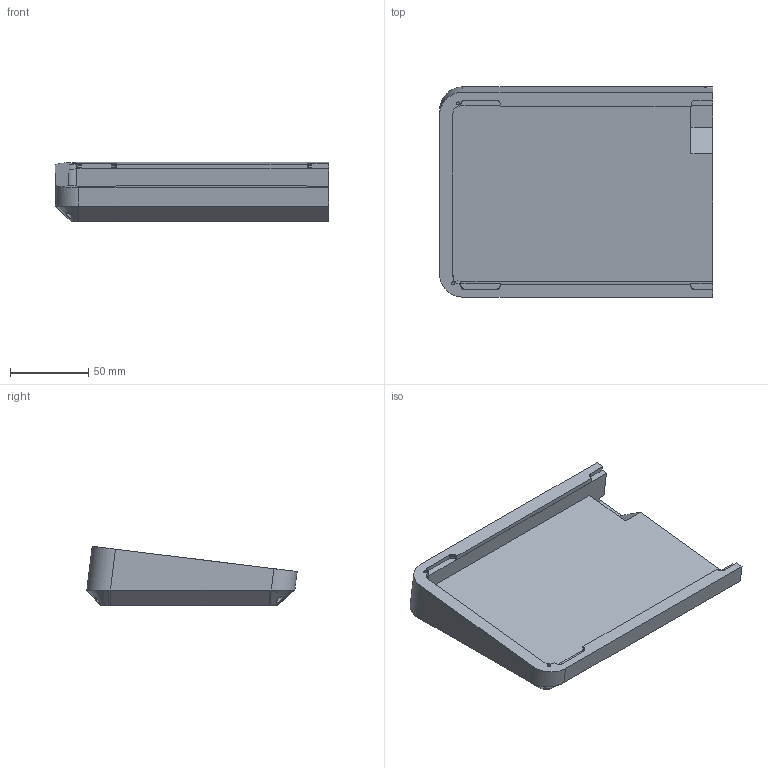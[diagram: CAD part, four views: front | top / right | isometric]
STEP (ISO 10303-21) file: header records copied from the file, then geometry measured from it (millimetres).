
FILE_DESCRIPTION(/* description */ (''),/* implementation_level */ '2;1');
FILE_NAME(/* name */ 'bottom left.step',/* time_stamp */ '2023-09-10T21:44:42-07:00',/* author */ (''),/* organization */ (''),/* preprocessor_version */ 'ST-DEVELOPER v20',/* originating_system */ 'Autodesk Translation Framework v12.9.0.99',/* authorisation */ '');
FILE_SCHEMA (('AUTOMOTIVE_DESIGN { 1 0 10303 214 3 1 1 }'));
Length unit declared in the file: millimetre
Products named in the file (1): (Unsaved)
Bounding box: 174.78 x 134.6 x 37.94 mm (x, y, z)
Volume: 389060.4 mm3; surface area: 66828.8 mm2
Topology: 1 solids, 1 shells, 151 faces, 431 edges, 284 vertices
Faces by surface type: plane 131, cylinder 12, bspline 8
Full cylindrical faces by diameter (mm): 2 x2, 4 x2
Entity records: 5111 total; most frequent: CARTESIAN_POINT 1173, ORIENTED_EDGE 862, DIRECTION 715, EDGE_CURVE 431, LINE 395, VECTOR 395, VERTEX_POINT 284, AXIS2_PLACEMENT_3D 160
